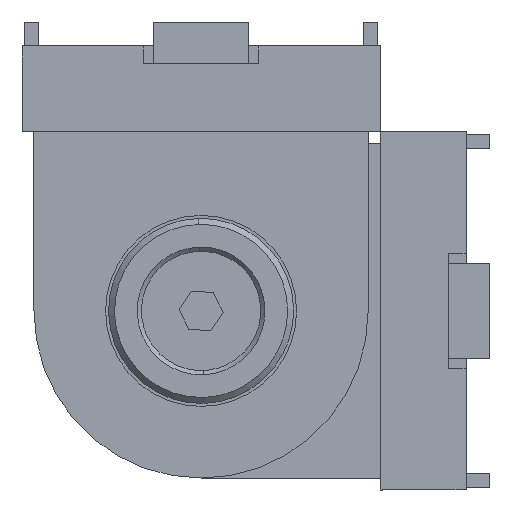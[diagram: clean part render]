
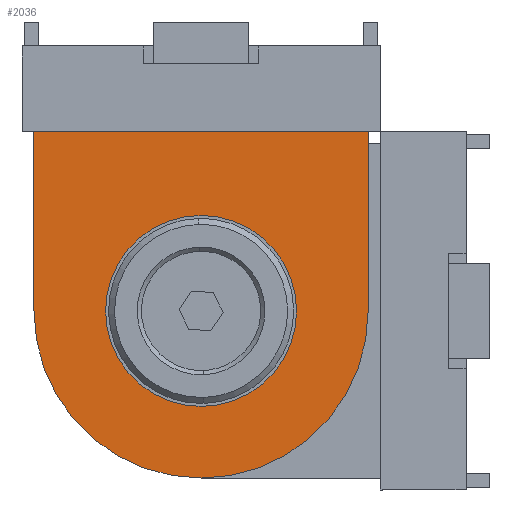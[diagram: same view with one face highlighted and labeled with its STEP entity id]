
A CAD part, left-side view. The second image highlights one B-rep face of the part: STEP entity #2036.
In plain terms, the highlighted face is planar.
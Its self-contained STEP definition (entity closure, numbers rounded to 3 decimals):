
#121 = AXIS2_PLACEMENT_3D ( 'NONE', #2610, #1800, #2540 ) ;
#128 = EDGE_LOOP ( 'NONE', ( #968, #2494 ) ) ;
#210 = VECTOR ( 'NONE', #1782, 1000. ) ;
#224 = CIRCLE ( 'NONE', #121, 14. ) ;
#301 = VECTOR ( 'NONE', #3508, 1000. ) ;
#334 = EDGE_CURVE ( 'NONE', #1660, #3455, #2807, .T. ) ;
#387 = CARTESIAN_POINT ( 'NONE',  ( 14.5, 7.2, -14. ) ) ;
#455 = EDGE_CURVE ( 'NONE', #3041, #1850, #1967, .T. ) ;
#518 = FACE_BOUND ( 'NONE', #128, .T. ) ;
#530 = CARTESIAN_POINT ( 'NONE',  ( 14.5, 7.2, -14. ) ) ;
#580 = EDGE_CURVE ( 'NONE', #1910, #3041, #2337, .T. ) ;
#659 = CIRCLE ( 'NONE', #3378, 8. ) ;
#968 = ORIENTED_EDGE ( 'NONE', *, *, #334, .F. ) ;
#994 = DIRECTION ( 'NONE',  ( 0., -1., 0. ) ) ;
#1007 = CARTESIAN_POINT ( 'NONE',  ( 14.5, 22.2, -8. ) ) ;
#1033 = ORIENTED_EDGE ( 'NONE', *, *, #3219, .T. ) ;
#1075 = DIRECTION ( 'NONE',  ( 0., 0., -1. ) ) ;
#1418 = AXIS2_PLACEMENT_3D ( 'NONE', #3450, #3678, #1075 ) ;
#1630 = EDGE_LOOP ( 'NONE', ( #3202, #3739, #2243, #1033 ) ) ;
#1660 = VERTEX_POINT ( 'NONE', #1007 ) ;
#1685 = DIRECTION ( 'NONE',  ( 0., 0., -1. ) ) ;
#1767 = VECTOR ( 'NONE', #994, 1000. ) ;
#1782 = DIRECTION ( 'NONE',  ( 0., 0., -1. ) ) ;
#1800 = DIRECTION ( 'NONE',  ( 1., 0., 0. ) ) ;
#1839 = DIRECTION ( 'NONE',  ( 0., 0., -1. ) ) ;
#1850 = VERTEX_POINT ( 'NONE', #2798 ) ;
#1910 = VERTEX_POINT ( 'NONE', #1992 ) ;
#1954 = FACE_OUTER_BOUND ( 'NONE', #1630, .T. ) ;
#1965 = AXIS2_PLACEMENT_3D ( 'NONE', #2122, #2805, #1685 ) ;
#1967 = LINE ( 'NONE', #530, #301 ) ;
#1992 = CARTESIAN_POINT ( 'NONE',  ( 14.5, 7.2, 14. ) ) ;
#2036 = ADVANCED_FACE ( 'NONE', ( #518, #1954 ), #2870, .T. ) ;
#2122 = CARTESIAN_POINT ( 'NONE',  ( 14.5, 22.2, 0. ) ) ;
#2139 = CARTESIAN_POINT ( 'NONE',  ( 14.5, 22.2, 0. ) ) ;
#2243 = ORIENTED_EDGE ( 'NONE', *, *, #455, .T. ) ;
#2256 = CARTESIAN_POINT ( 'NONE',  ( 14.5, 7.2, 14. ) ) ;
#2337 = LINE ( 'NONE', #3725, #210 ) ;
#2477 = EDGE_CURVE ( 'NONE', #3455, #1660, #659, .T. ) ;
#2494 = ORIENTED_EDGE ( 'NONE', *, *, #2477, .F. ) ;
#2540 = DIRECTION ( 'NONE',  ( 0., 0., -1. ) ) ;
#2610 = CARTESIAN_POINT ( 'NONE',  ( 14.5, 22.2, 0. ) ) ;
#2795 = VERTEX_POINT ( 'NONE', #3610 ) ;
#2798 = CARTESIAN_POINT ( 'NONE',  ( 14.5, 22.2, -14. ) ) ;
#2805 = DIRECTION ( 'NONE',  ( 1., 0., 0. ) ) ;
#2807 = CIRCLE ( 'NONE', #1965, 8. ) ;
#2826 = EDGE_CURVE ( 'NONE', #2795, #1910, #3734, .T. ) ;
#2870 = PLANE ( 'NONE',  #1418 ) ;
#3041 = VERTEX_POINT ( 'NONE', #387 ) ;
#3188 = CARTESIAN_POINT ( 'NONE',  ( 14.5, 22.2, 8. ) ) ;
#3202 = ORIENTED_EDGE ( 'NONE', *, *, #2826, .T. ) ;
#3219 = EDGE_CURVE ( 'NONE', #1850, #2795, #224, .T. ) ;
#3360 = DIRECTION ( 'NONE',  ( 1., 0., 0. ) ) ;
#3378 = AXIS2_PLACEMENT_3D ( 'NONE', #2139, #3360, #1839 ) ;
#3450 = CARTESIAN_POINT ( 'NONE',  ( 14.5, 22.2, 0. ) ) ;
#3455 = VERTEX_POINT ( 'NONE', #3188 ) ;
#3508 = DIRECTION ( 'NONE',  ( 0., 1., 0. ) ) ;
#3610 = CARTESIAN_POINT ( 'NONE',  ( 14.5, 22.2, 14. ) ) ;
#3678 = DIRECTION ( 'NONE',  ( 1., 0., 0. ) ) ;
#3725 = CARTESIAN_POINT ( 'NONE',  ( 14.5, 7.2, 14. ) ) ;
#3734 = LINE ( 'NONE', #2256, #1767 ) ;
#3739 = ORIENTED_EDGE ( 'NONE', *, *, #580, .T. ) ;
